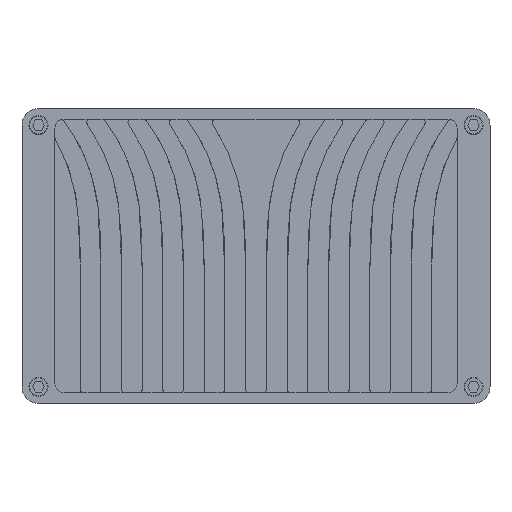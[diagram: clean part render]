
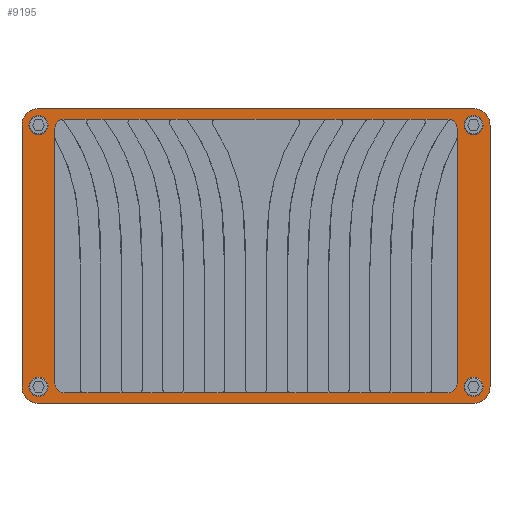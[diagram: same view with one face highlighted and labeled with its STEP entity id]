
A CAD part, top view. The second image highlights one B-rep face of the part: STEP entity #9195.
In plain terms, the highlighted planar face has unit normal (0, 0, 1).
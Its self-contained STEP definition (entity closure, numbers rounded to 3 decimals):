
#157=FACE_BOUND('',#1354,.T.);
#158=FACE_BOUND('',#1355,.T.);
#159=FACE_BOUND('',#1356,.T.);
#160=FACE_BOUND('',#1357,.T.);
#161=FACE_BOUND('',#1358,.T.);
#321=PLANE('',#9849);
#830=FACE_OUTER_BOUND('',#1353,.T.);
#1353=EDGE_LOOP('',(#8258,#8259,#8260,#8261,#8262,#8263,#8264,#8265));
#1354=EDGE_LOOP('',(#8266));
#1355=EDGE_LOOP('',(#8267));
#1356=EDGE_LOOP('',(#8268));
#1357=EDGE_LOOP('',(#8269,#8270,#8271,#8272,#8273,#8274,#8275,#8276,#8277,
#8278,#8279,#8280));
#1358=EDGE_LOOP('',(#8281));
#1524=CIRCLE('',#9750,2.675);
#1527=CIRCLE('',#9754,1.75);
#1528=CIRCLE('',#9756,4.75);
#1530=CIRCLE('',#9759,2.675);
#1532=CIRCLE('',#9763,1.75);
#1533=CIRCLE('',#9765,4.75);
#1565=CIRCLE('',#9835,2.675);
#1568=CIRCLE('',#9840,1.75);
#1569=CIRCLE('',#9842,4.75);
#1571=CIRCLE('',#9846,2.675);
#1572=CIRCLE('',#9850,4.75);
#1573=CIRCLE('',#9851,1.75);
#2561=LINE('',#29253,#3141);
#2638=LINE('',#30387,#3218);
#2646=LINE('',#30445,#3226);
#2716=LINE('',#31544,#3296);
#2717=LINE('',#31545,#3297);
#2718=LINE('',#31546,#3298);
#2723=LINE('',#31564,#3303);
#2726=LINE('',#31571,#3306);
#2727=LINE('',#31572,#3307);
#2728=LINE('',#31573,#3308);
#2729=LINE('',#31577,#3309);
#2730=LINE('',#31580,#3310);
#3141=VECTOR('',#11162,10.);
#3218=VECTOR('',#11395,10.);
#3226=VECTOR('',#11415,10.);
#3296=VECTOR('',#11613,10.);
#3297=VECTOR('',#11614,10.);
#3298=VECTOR('',#11615,10.);
#3303=VECTOR('',#11634,10.);
#3306=VECTOR('',#11643,10.);
#3307=VECTOR('',#11644,10.);
#3308=VECTOR('',#11645,10.);
#3309=VECTOR('',#11650,10.);
#3310=VECTOR('',#11653,10.);
#3983=VERTEX_POINT('',#29206);
#3989=VERTEX_POINT('',#29250);
#3990=VERTEX_POINT('',#29252);
#4006=VERTEX_POINT('',#29399);
#4087=VERTEX_POINT('',#30345);
#4090=VERTEX_POINT('',#30353);
#4091=VERTEX_POINT('',#30357);
#4092=VERTEX_POINT('',#30358);
#4095=VERTEX_POINT('',#30366);
#4097=VERTEX_POINT('',#30374);
#4098=VERTEX_POINT('',#30378);
#4099=VERTEX_POINT('',#30379);
#4105=VERTEX_POINT('',#30396);
#4112=VERTEX_POINT('',#30442);
#4113=VERTEX_POINT('',#30444);
#4128=VERTEX_POINT('',#30589);
#4209=VERTEX_POINT('',#31538);
#4212=VERTEX_POINT('',#31551);
#4213=VERTEX_POINT('',#31555);
#4214=VERTEX_POINT('',#31556);
#4217=VERTEX_POINT('',#31567);
#4218=VERTEX_POINT('',#31576);
#4219=VERTEX_POINT('',#31578);
#4220=VERTEX_POINT('',#31581);
#5236=EDGE_CURVE('',#3989,#3990,#2561,.T.);
#5381=EDGE_CURVE('',#3989,#4087,#1524,.T.);
#5386=EDGE_CURVE('',#4090,#4090,#1527,.T.);
#5387=EDGE_CURVE('',#4091,#4092,#1528,.T.);
#5391=EDGE_CURVE('',#3990,#4095,#1530,.T.);
#5396=EDGE_CURVE('',#4097,#4097,#1532,.T.);
#5397=EDGE_CURVE('',#4098,#4099,#1533,.T.);
#5401=EDGE_CURVE('',#4092,#4099,#2638,.T.);
#5416=EDGE_CURVE('',#4113,#4112,#2646,.T.);
#5562=EDGE_CURVE('',#4113,#4209,#1565,.T.);
#5565=EDGE_CURVE('',#4209,#4105,#2716,.T.);
#5566=EDGE_CURVE('',#4105,#3983,#2717,.T.);
#5567=EDGE_CURVE('',#4087,#3983,#2718,.T.);
#5571=EDGE_CURVE('',#4212,#4212,#1568,.T.);
#5572=EDGE_CURVE('',#4213,#4214,#1569,.T.);
#5576=EDGE_CURVE('',#4091,#4213,#2723,.T.);
#5579=EDGE_CURVE('',#4112,#4217,#1571,.T.);
#5580=EDGE_CURVE('',#4217,#4128,#2726,.T.);
#5581=EDGE_CURVE('',#4095,#4006,#2727,.T.);
#5582=EDGE_CURVE('',#4128,#4006,#2728,.T.);
#5583=EDGE_CURVE('',#4218,#4098,#2729,.T.);
#5584=EDGE_CURVE('',#4218,#4219,#1572,.T.);
#5585=EDGE_CURVE('',#4214,#4219,#2730,.T.);
#5586=EDGE_CURVE('',#4220,#4220,#1573,.T.);
#8258=ORIENTED_EDGE('',*,*,#5583,.F.);
#8259=ORIENTED_EDGE('',*,*,#5584,.T.);
#8260=ORIENTED_EDGE('',*,*,#5585,.F.);
#8261=ORIENTED_EDGE('',*,*,#5572,.F.);
#8262=ORIENTED_EDGE('',*,*,#5576,.F.);
#8263=ORIENTED_EDGE('',*,*,#5387,.T.);
#8264=ORIENTED_EDGE('',*,*,#5401,.T.);
#8265=ORIENTED_EDGE('',*,*,#5397,.F.);
#8266=ORIENTED_EDGE('',*,*,#5396,.F.);
#8267=ORIENTED_EDGE('',*,*,#5386,.T.);
#8268=ORIENTED_EDGE('',*,*,#5571,.F.);
#8269=ORIENTED_EDGE('',*,*,#5582,.T.);
#8270=ORIENTED_EDGE('',*,*,#5581,.F.);
#8271=ORIENTED_EDGE('',*,*,#5391,.F.);
#8272=ORIENTED_EDGE('',*,*,#5236,.F.);
#8273=ORIENTED_EDGE('',*,*,#5381,.T.);
#8274=ORIENTED_EDGE('',*,*,#5567,.T.);
#8275=ORIENTED_EDGE('',*,*,#5566,.F.);
#8276=ORIENTED_EDGE('',*,*,#5565,.F.);
#8277=ORIENTED_EDGE('',*,*,#5562,.F.);
#8278=ORIENTED_EDGE('',*,*,#5416,.T.);
#8279=ORIENTED_EDGE('',*,*,#5579,.T.);
#8280=ORIENTED_EDGE('',*,*,#5580,.T.);
#8281=ORIENTED_EDGE('',*,*,#5586,.T.);
#9195=ADVANCED_FACE('',(#830,#157,#158,#159,#160,#161),#321,.T.);
#9750=AXIS2_PLACEMENT_3D('',#30346,#11350,#11351);
#9754=AXIS2_PLACEMENT_3D('',#30355,#11360,#11361);
#9756=AXIS2_PLACEMENT_3D('',#30359,#11364,#11365);
#9759=AXIS2_PLACEMENT_3D('',#30367,#11372,#11373);
#9763=AXIS2_PLACEMENT_3D('',#30376,#11383,#11384);
#9765=AXIS2_PLACEMENT_3D('',#30380,#11387,#11388);
#9835=AXIS2_PLACEMENT_3D('',#31539,#11606,#11607);
#9840=AXIS2_PLACEMENT_3D('',#31553,#11622,#11623);
#9842=AXIS2_PLACEMENT_3D('',#31557,#11626,#11627);
#9846=AXIS2_PLACEMENT_3D('',#31569,#11639,#11640);
#9849=AXIS2_PLACEMENT_3D('',#31575,#11648,#11649);
#9850=AXIS2_PLACEMENT_3D('',#31579,#11651,#11652);
#9851=AXIS2_PLACEMENT_3D('',#31582,#11654,#11655);
#11162=DIRECTION('',(0.,1.,0.));
#11350=DIRECTION('center_axis',(0.,0.,-1.));
#11351=DIRECTION('ref_axis',(0.,-1.,0.));
#11360=DIRECTION('center_axis',(0.,0.,-1.));
#11361=DIRECTION('ref_axis',(-1.,0.,0.));
#11364=DIRECTION('center_axis',(0.,0.,1.));
#11365=DIRECTION('ref_axis',(0.,-1.,0.));
#11372=DIRECTION('center_axis',(0.,0.,1.));
#11373=DIRECTION('ref_axis',(0.,1.,0.));
#11383=DIRECTION('center_axis',(0.,0.,1.));
#11384=DIRECTION('ref_axis',(-1.,0.,0.));
#11387=DIRECTION('center_axis',(0.,0.,-1.));
#11388=DIRECTION('ref_axis',(0.,1.,0.));
#11395=DIRECTION('',(0.,1.,0.));
#11415=DIRECTION('',(0.,1.,0.));
#11606=DIRECTION('center_axis',(0.,0.,1.));
#11607=DIRECTION('ref_axis',(0.,-1.,0.));
#11613=DIRECTION('',(1.,0.,0.));
#11614=DIRECTION('',(1.,0.,0.));
#11615=DIRECTION('',(-1.,0.,0.));
#11622=DIRECTION('center_axis',(0.,0.,1.));
#11623=DIRECTION('ref_axis',(1.,0.,0.));
#11626=DIRECTION('center_axis',(0.,0.,-1.));
#11627=DIRECTION('ref_axis',(0.,-1.,0.));
#11634=DIRECTION('',(-1.,0.,0.));
#11639=DIRECTION('center_axis',(0.,0.,-1.));
#11640=DIRECTION('ref_axis',(0.,1.,0.));
#11643=DIRECTION('',(1.,0.,0.));
#11644=DIRECTION('',(-1.,0.,0.));
#11645=DIRECTION('',(1.,0.,0.));
#11648=DIRECTION('center_axis',(0.,0.,1.));
#11649=DIRECTION('ref_axis',(1.,0.,0.));
#11650=DIRECTION('',(1.,0.,0.));
#11651=DIRECTION('center_axis',(0.,0.,1.));
#11652=DIRECTION('ref_axis',(0.,1.,0.));
#11653=DIRECTION('',(0.,1.,0.));
#11654=DIRECTION('center_axis',(0.,0.,-1.));
#11655=DIRECTION('ref_axis',(1.,0.,0.));
#29206=CARTESIAN_POINT('',(44.75,-39.5,0.));
#29250=CARTESIAN_POINT('',(58.,-36.825,0.));
#29252=CARTESIAN_POINT('',(58.,36.825,0.));
#29253=CARTESIAN_POINT('',(58.,29.038,0.));
#29399=CARTESIAN_POINT('',(44.75,39.5,0.));
#30345=CARTESIAN_POINT('',(55.325,-39.5,0.));
#30346=CARTESIAN_POINT('Origin',(55.325,-36.825,0.));
#30353=CARTESIAN_POINT('',(64.5,-37.75,0.));
#30355=CARTESIAN_POINT('Origin',(62.75,-37.75,0.));
#30357=CARTESIAN_POINT('',(62.75,-42.5,0.));
#30358=CARTESIAN_POINT('',(67.5,-37.75,0.));
#30359=CARTESIAN_POINT('Origin',(62.75,-37.75,0.));
#30366=CARTESIAN_POINT('',(55.325,39.5,0.));
#30367=CARTESIAN_POINT('Origin',(55.325,36.825,0.));
#30374=CARTESIAN_POINT('',(64.5,37.75,0.));
#30376=CARTESIAN_POINT('Origin',(62.75,37.75,0.));
#30378=CARTESIAN_POINT('',(62.75,42.5,0.));
#30379=CARTESIAN_POINT('',(67.5,37.75,0.));
#30380=CARTESIAN_POINT('Origin',(62.75,37.75,0.));
#30387=CARTESIAN_POINT('',(67.5,-42.5,0.));
#30396=CARTESIAN_POINT('',(-44.75,-39.5,0.));
#30442=CARTESIAN_POINT('',(-58.,36.825,0.));
#30444=CARTESIAN_POINT('',(-58.,-36.825,0.));
#30445=CARTESIAN_POINT('',(-58.,29.038,0.));
#30589=CARTESIAN_POINT('',(-44.75,39.5,0.));
#31538=CARTESIAN_POINT('',(-55.325,-39.5,0.));
#31539=CARTESIAN_POINT('Origin',(-55.325,-36.825,0.));
#31544=CARTESIAN_POINT('',(-16.875,-39.5,0.));
#31545=CARTESIAN_POINT('',(-16.875,-39.5,0.));
#31546=CARTESIAN_POINT('',(16.875,-39.5,0.));
#31551=CARTESIAN_POINT('',(-64.5,-37.75,0.));
#31553=CARTESIAN_POINT('Origin',(-62.75,-37.75,0.));
#31555=CARTESIAN_POINT('',(-62.75,-42.5,0.));
#31556=CARTESIAN_POINT('',(-67.5,-37.75,0.));
#31557=CARTESIAN_POINT('Origin',(-62.75,-37.75,0.));
#31564=CARTESIAN_POINT('',(67.5,-42.5,0.));
#31567=CARTESIAN_POINT('',(-55.325,39.5,0.));
#31569=CARTESIAN_POINT('Origin',(-55.325,36.825,0.));
#31571=CARTESIAN_POINT('',(-16.875,39.5,0.));
#31572=CARTESIAN_POINT('',(16.875,39.5,0.));
#31573=CARTESIAN_POINT('',(-16.875,39.5,0.));
#31575=CARTESIAN_POINT('Origin',(-33.75,21.25,0.));
#31576=CARTESIAN_POINT('',(-62.75,42.5,0.));
#31577=CARTESIAN_POINT('',(-67.5,42.5,0.));
#31578=CARTESIAN_POINT('',(-67.5,37.75,0.));
#31579=CARTESIAN_POINT('Origin',(-62.75,37.75,0.));
#31580=CARTESIAN_POINT('',(-67.5,-42.5,0.));
#31581=CARTESIAN_POINT('',(-64.5,37.75,0.));
#31582=CARTESIAN_POINT('Origin',(-62.75,37.75,0.));
